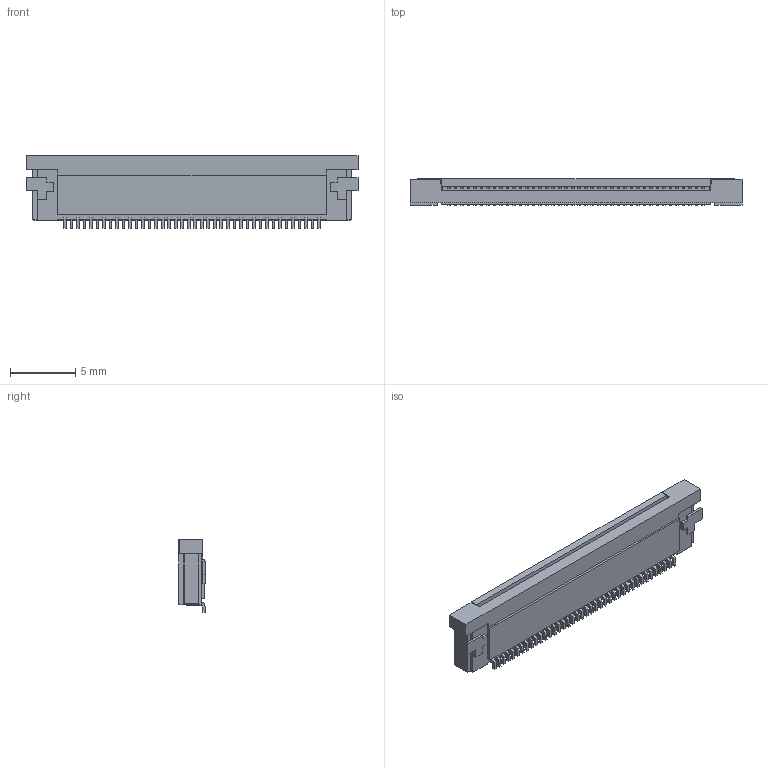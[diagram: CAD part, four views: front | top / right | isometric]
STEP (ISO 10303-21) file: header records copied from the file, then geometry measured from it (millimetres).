
FILE_DESCRIPTION((''),'2;1');
FILE_NAME('I62684-40210ALF','2007-09-06T',('ShoujiR'),(''),'PRO/ENGINEER BY PARAMETRIC TECHNOLOGY CORPORATION, 2005230','PRO/ENGINEER BY PARAMETRIC TECHNOLOGY CORPORATION, 2005230','');
FILE_SCHEMA(('CONFIG_CONTROL_DESIGN'));
Length unit declared in the file: millimetre
Products named in the file (1): I62684-40210ALF
Bounding box: 25.5 x 2.05 x 5.6 mm (x, y, z)
Volume: 205.7 mm3; surface area: 742.4 mm2
Topology: 1 solids, 2 shells, 842 faces, 2504 edges, 1668 vertices
Faces by surface type: plane 762, cylinder 80
Entity records: 27814 total; most frequent: CARTESIAN_POINT 5020, ORIENTED_EDGE 5008, DIRECTION 4346, EDGE_CURVE 2504, VECTOR 2342, LINE 2342, VERTEX_POINT 1668, AXIS2_PLACEMENT_3D 1002
